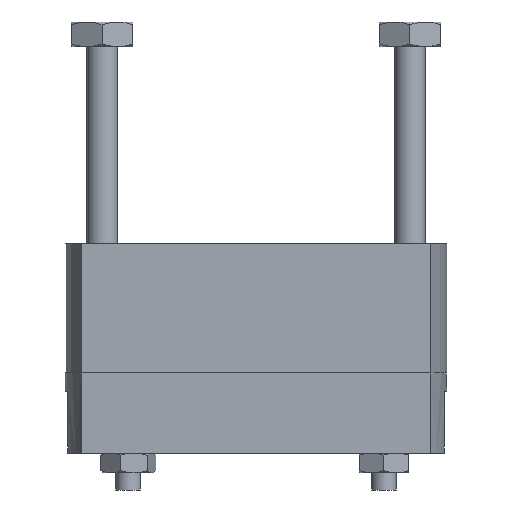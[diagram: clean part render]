
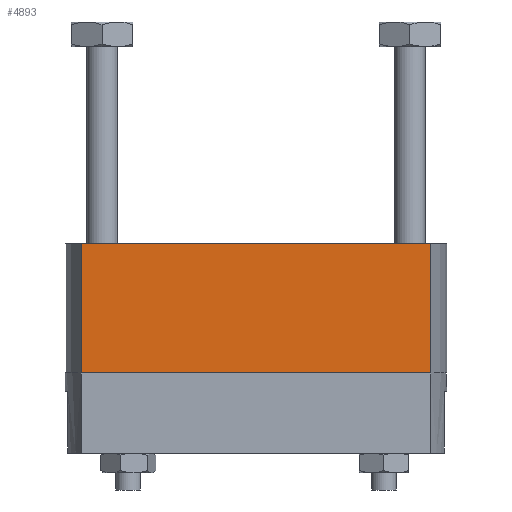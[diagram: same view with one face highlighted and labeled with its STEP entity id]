
A CAD part, front view. The second image highlights one B-rep face of the part: STEP entity #4893.
In plain terms, the highlighted planar face has unit normal (0, -1, 0).
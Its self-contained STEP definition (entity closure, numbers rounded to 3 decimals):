
#88 = LINE ( 'NONE', #4995, #6314 ) ;
#229 = EDGE_CURVE ( 'NONE', #2774, #2335, #88, .T. ) ;
#645 = CARTESIAN_POINT ( 'NONE',  ( -14.184, -6.25, 0. ) ) ;
#796 = CARTESIAN_POINT ( 'NONE',  ( 14.184, -6.25, -10.5 ) ) ;
#946 = DIRECTION ( 'NONE',  ( 1., 0., 0. ) ) ;
#1057 = LINE ( 'NONE', #796, #7798 ) ;
#1128 = ORIENTED_EDGE ( 'NONE', *, *, #1562, .F. ) ;
#1166 = VERTEX_POINT ( 'NONE', #645 ) ;
#1204 = ORIENTED_EDGE ( 'NONE', *, *, #7071, .T. ) ;
#1494 = LINE ( 'NONE', #5618, #8224 ) ;
#1562 = EDGE_CURVE ( 'NONE', #1166, #2335, #1494, .T. ) ;
#1598 = FACE_OUTER_BOUND ( 'NONE', #2408, .T. ) ;
#2010 = LINE ( 'NONE', #7165, #3521 ) ;
#2253 = AXIS2_PLACEMENT_3D ( 'NONE', #2876, #4844, #946 ) ;
#2335 = VERTEX_POINT ( 'NONE', #2830 ) ;
#2408 = EDGE_LOOP ( 'NONE', ( #1128, #3621, #1204, #3129 ) ) ;
#2653 = CARTESIAN_POINT ( 'NONE',  ( 14.184, -6.25, -10.5 ) ) ;
#2774 = VERTEX_POINT ( 'NONE', #2653 ) ;
#2830 = CARTESIAN_POINT ( 'NONE',  ( 14.184, -6.25, 0. ) ) ;
#2876 = CARTESIAN_POINT ( 'NONE',  ( 14.184, -6.25, -10.5 ) ) ;
#3129 = ORIENTED_EDGE ( 'NONE', *, *, #229, .T. ) ;
#3243 = DIRECTION ( 'NONE',  ( 0., 0., 1. ) ) ;
#3422 = DIRECTION ( 'NONE',  ( 1., 0., 0. ) ) ;
#3521 = VECTOR ( 'NONE', #3243, 1000. ) ;
#3621 = ORIENTED_EDGE ( 'NONE', *, *, #4374, .F. ) ;
#3672 = DIRECTION ( 'NONE',  ( 0., 0., 1. ) ) ;
#4192 = PLANE ( 'NONE',  #2253 ) ;
#4374 = EDGE_CURVE ( 'NONE', #8359, #1166, #2010, .T. ) ;
#4844 = DIRECTION ( 'NONE',  ( 0., -1., 0. ) ) ;
#4893 = ADVANCED_FACE ( 'NONE', ( #1598 ), #4192, .T. ) ;
#4995 = CARTESIAN_POINT ( 'NONE',  ( 14.184, -6.25, -10.5 ) ) ;
#5618 = CARTESIAN_POINT ( 'NONE',  ( 14.184, -6.25, 0. ) ) ;
#6314 = VECTOR ( 'NONE', #3672, 1000. ) ;
#6987 = CARTESIAN_POINT ( 'NONE',  ( -14.184, -6.25, -10.5 ) ) ;
#7071 = EDGE_CURVE ( 'NONE', #8359, #2774, #1057, .T. ) ;
#7165 = CARTESIAN_POINT ( 'NONE',  ( -14.184, -6.25, -10.5 ) ) ;
#7798 = VECTOR ( 'NONE', #7963, 1000. ) ;
#7963 = DIRECTION ( 'NONE',  ( 1., 0., 0. ) ) ;
#8224 = VECTOR ( 'NONE', #3422, 1000. ) ;
#8359 = VERTEX_POINT ( 'NONE', #6987 ) ;
